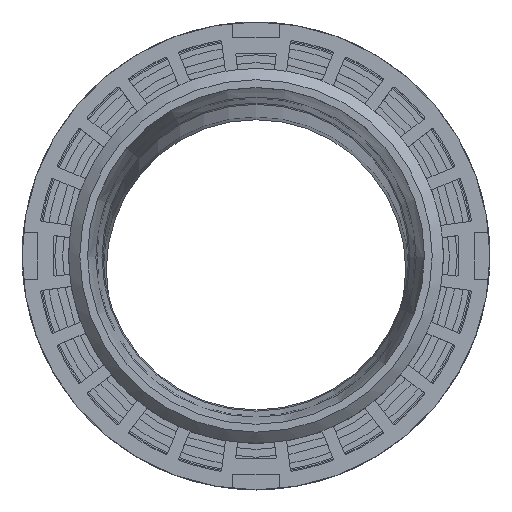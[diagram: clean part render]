
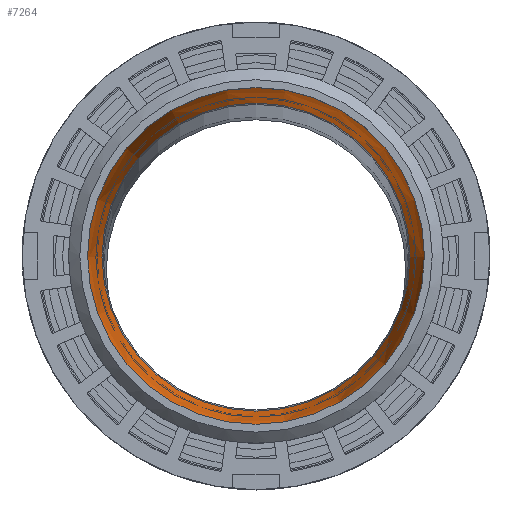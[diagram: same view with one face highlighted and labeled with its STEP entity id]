
A CAD part, top view. The second image highlights one B-rep face of the part: STEP entity #7264.
In plain terms, the highlighted conical face has half-angle 13.494 degrees and reference radius 535.276 mm.
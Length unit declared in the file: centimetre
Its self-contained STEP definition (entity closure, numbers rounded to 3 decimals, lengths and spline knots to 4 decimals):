
#556=LINE('',#11113,#1054);
#1054=VECTOR('',#8745,53.5276);
#1549=CONICAL_SURFACE('',#7736,53.5276,0.236);
#1591=FACE_OUTER_BOUND('',#2023,.T.);
#2023=EDGE_LOOP('',(#4968,#4969,#4970,#4971,#4972,#4973));
#2502=CIRCLE('',#7733,49.3865);
#2504=CIRCLE('',#7735,49.3865);
#2505=CIRCLE('',#7737,57.6687);
#2506=CIRCLE('',#7738,57.6687);
#3008=VERTEX_POINT('',#11106);
#3009=VERTEX_POINT('',#11107);
#3010=VERTEX_POINT('',#11112);
#3011=VERTEX_POINT('',#11114);
#3773=EDGE_CURVE('',#3008,#3009,#2502,.T.);
#3775=EDGE_CURVE('',#3009,#3008,#2504,.T.);
#3776=EDGE_CURVE('',#3009,#3010,#556,.T.);
#3777=EDGE_CURVE('',#3011,#3010,#2505,.T.);
#3778=EDGE_CURVE('',#3010,#3011,#2506,.T.);
#4968=ORIENTED_EDGE('',*,*,#3773,.T.);
#4969=ORIENTED_EDGE('',*,*,#3776,.T.);
#4970=ORIENTED_EDGE('',*,*,#3777,.F.);
#4971=ORIENTED_EDGE('',*,*,#3778,.F.);
#4972=ORIENTED_EDGE('',*,*,#3776,.F.);
#4973=ORIENTED_EDGE('',*,*,#3775,.T.);
#7264=ADVANCED_FACE('',(#1591),#1549,.F.);
#7733=AXIS2_PLACEMENT_3D('',#11108,#8737,#8738);
#7735=AXIS2_PLACEMENT_3D('',#11110,#8741,#8742);
#7736=AXIS2_PLACEMENT_3D('',#11111,#8743,#8744);
#7737=AXIS2_PLACEMENT_3D('',#11115,#8746,#8747);
#7738=AXIS2_PLACEMENT_3D('',#11116,#8748,#8749);
#8737=DIRECTION('center_axis',(0.,0.,
-1.));
#8738=DIRECTION('ref_axis',(1.,0.,0.));
#8741=DIRECTION('center_axis',(0.,0.,
-1.));
#8742=DIRECTION('ref_axis',(1.,0.,0.));
#8743=DIRECTION('center_axis',(0.,0.,
1.));
#8744=DIRECTION('ref_axis',(-1.,0.,0.));
#8745=DIRECTION('',(0.233,0.,0.972));
#8746=DIRECTION('center_axis',(0.,0.,
-1.));
#8747=DIRECTION('ref_axis',(1.,0.,0.));
#8748=DIRECTION('center_axis',(0.,0.,
-1.));
#8749=DIRECTION('ref_axis',(1.,0.,0.));
#11106=CARTESIAN_POINT('',(0.,-49.3865,2277.6912));
#11107=CARTESIAN_POINT('',(49.3865,0.,2277.6912));
#11108=CARTESIAN_POINT('Origin',(0.,0.,
2277.6912));
#11110=CARTESIAN_POINT('Origin',(0.,0.,
2277.6912));
#11111=CARTESIAN_POINT('Origin',(0.,0.,
2294.948));
#11112=CARTESIAN_POINT('',(57.6687,0.,2312.2047));
#11113=CARTESIAN_POINT('',(53.5276,0.,2294.948));
#11114=CARTESIAN_POINT('',(0.,-57.6687,2312.2047));
#11115=CARTESIAN_POINT('Origin',(0.,0.,
2312.2047));
#11116=CARTESIAN_POINT('Origin',(0.,0.,
2312.2047));
